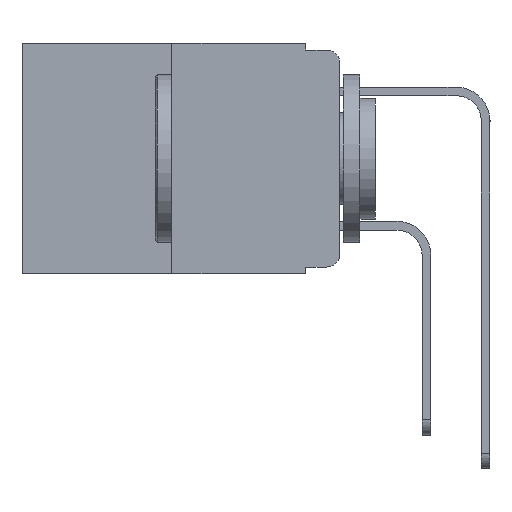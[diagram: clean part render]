
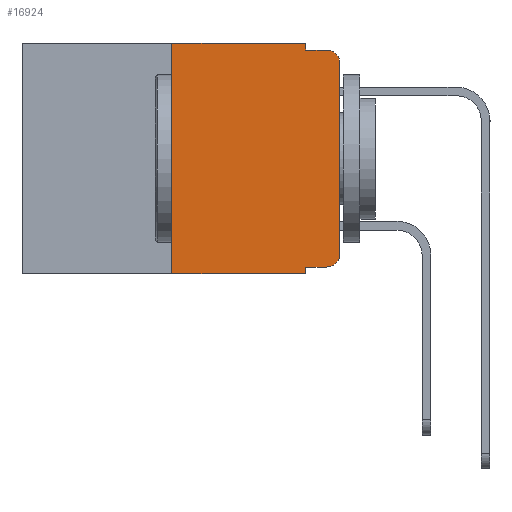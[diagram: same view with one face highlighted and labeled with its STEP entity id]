
A CAD part, left-side view. The second image highlights one B-rep face of the part: STEP entity #16924.
In plain terms, the highlighted planar face has unit normal (-1, 0, 0).
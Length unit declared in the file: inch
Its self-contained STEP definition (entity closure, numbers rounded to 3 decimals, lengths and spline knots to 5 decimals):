
#60 = CARTESIAN_POINT ( 'NONE',  ( 0., 0.473, -0.343 ) ) ;
#452 = EDGE_CURVE ( 'NONE', #21901, #7602, #10128, .T. ) ;
#1282 = CARTESIAN_POINT ( 'NONE',  ( 0., 0.02, -0.313 ) ) ;
#1431 = CARTESIAN_POINT ( 'NONE',  ( 0., 0.02, -0.333 ) ) ;
#1765 = VECTOR ( 'NONE', #3323, 39.37008 ) ;
#1836 = CIRCLE ( 'NONE', #17528, 0.02 ) ;
#1986 = VERTEX_POINT ( 'NONE', #4034 ) ;
#2095 = CARTESIAN_POINT ( 'NONE',  ( 0., 0.25, 0. ) ) ;
#2237 = CARTESIAN_POINT ( 'NONE',  ( 0., 0.051, 0. ) ) ;
#2702 = ORIENTED_EDGE ( 'NONE', *, *, #5115, .F. ) ;
#2786 = VERTEX_POINT ( 'NONE', #8108 ) ;
#3024 = DIRECTION ( 'NONE',  ( 0., 0., -1. ) ) ;
#3262 = ORIENTED_EDGE ( 'NONE', *, *, #18403, .F. ) ;
#3323 = DIRECTION ( 'NONE',  ( 0., 0., -1. ) ) ;
#3627 = DIRECTION ( 'NONE',  ( 0., -1., 0. ) ) ;
#3822 = ORIENTED_EDGE ( 'NONE', *, *, #14327, .T. ) ;
#4034 = CARTESIAN_POINT ( 'NONE',  ( 0., 0.051, -0.343 ) ) ;
#4294 = EDGE_LOOP ( 'NONE', ( #19673, #11456, #15890, #2702, #16402, #3262, #3822, #4385, #17907, #9569 ) ) ;
#4385 = ORIENTED_EDGE ( 'NONE', *, *, #4816, .F. ) ;
#4816 = EDGE_CURVE ( 'NONE', #20743, #1986, #19796, .T. ) ;
#4975 = EDGE_CURVE ( 'NONE', #8423, #2786, #12365, .T. ) ;
#5115 = EDGE_CURVE ( 'NONE', #7602, #19366, #5619, .T. ) ;
#5139 = VECTOR ( 'NONE', #12967, 39.37008 ) ;
#5244 = AXIS2_PLACEMENT_3D ( 'NONE', #14789, #18024, #7980 ) ;
#5619 = LINE ( 'NONE', #2237, #14201 ) ;
#5708 = LINE ( 'NONE', #17825, #5139 ) ;
#6162 = PLANE ( 'NONE',  #5244 ) ;
#7144 = CARTESIAN_POINT ( 'NONE',  ( 0., 0.051, -0.333 ) ) ;
#7170 = FACE_OUTER_BOUND ( 'NONE', #4294, .T. ) ;
#7383 = CARTESIAN_POINT ( 'NONE',  ( 0., 0.051, -0.01 ) ) ;
#7474 = LINE ( 'NONE', #7383, #20264 ) ;
#7602 = VERTEX_POINT ( 'NONE', #8428 ) ;
#7791 = VECTOR ( 'NONE', #14061, 39.37008 ) ;
#7980 = DIRECTION ( 'NONE',  ( 0., 0., -1. ) ) ;
#8108 = CARTESIAN_POINT ( 'NONE',  ( 0., 0., -0.03 ) ) ;
#8190 = EDGE_CURVE ( 'NONE', #2786, #15790, #10240, .T. ) ;
#8423 = VERTEX_POINT ( 'NONE', #20374 ) ;
#8428 = CARTESIAN_POINT ( 'NONE',  ( 0., 0.051, 0. ) ) ;
#8502 = VECTOR ( 'NONE', #12862, 39.37008 ) ;
#8559 = VECTOR ( 'NONE', #3627, 39.37008 ) ;
#9143 = DIRECTION ( 'NONE',  ( 0., -1., 0. ) ) ;
#9569 = ORIENTED_EDGE ( 'NONE', *, *, #13465, .T. ) ;
#9976 = CARTESIAN_POINT ( 'NONE',  ( 0., 0.02, -0.03 ) ) ;
#10128 = LINE ( 'NONE', #12828, #8502 ) ;
#10207 = AXIS2_PLACEMENT_3D ( 'NONE', #9976, #21497, #11715 ) ;
#10240 = CIRCLE ( 'NONE', #10207, 0.02 ) ;
#11456 = ORIENTED_EDGE ( 'NONE', *, *, #8190, .T. ) ;
#11715 = DIRECTION ( 'NONE',  ( 0., 0., -1. ) ) ;
#11986 = CARTESIAN_POINT ( 'NONE',  ( 0., 0.051, 0. ) ) ;
#12365 = LINE ( 'NONE', #20506, #7791 ) ;
#12828 = CARTESIAN_POINT ( 'NONE',  ( 0., 0.473, 0. ) ) ;
#12862 = DIRECTION ( 'NONE',  ( 0., -1., 0. ) ) ;
#12967 = DIRECTION ( 'NONE',  ( 0., 0., 1. ) ) ;
#13410 = DIRECTION ( 'NONE',  ( -1., 0., 0. ) ) ;
#13465 = EDGE_CURVE ( 'NONE', #15294, #8423, #1836, .T. ) ;
#13979 = DIRECTION ( 'NONE',  ( 0., -1., 0. ) ) ;
#14061 = DIRECTION ( 'NONE',  ( 0., 0., 1. ) ) ;
#14201 = VECTOR ( 'NONE', #14342, 39.37008 ) ;
#14327 = EDGE_CURVE ( 'NONE', #19578, #1986, #15531, .T. ) ;
#14342 = DIRECTION ( 'NONE',  ( 0., 0., -1. ) ) ;
#14486 = CARTESIAN_POINT ( 'NONE',  ( 0., 0.25, -0.343 ) ) ;
#14789 = CARTESIAN_POINT ( 'NONE',  ( 0., 0.473, 0. ) ) ;
#15025 = VECTOR ( 'NONE', #13979, 39.37008 ) ;
#15294 = VERTEX_POINT ( 'NONE', #1431 ) ;
#15531 = LINE ( 'NONE', #60, #15025 ) ;
#15790 = VERTEX_POINT ( 'NONE', #19841 ) ;
#15890 = ORIENTED_EDGE ( 'NONE', *, *, #21912, .F. ) ;
#16402 = ORIENTED_EDGE ( 'NONE', *, *, #452, .F. ) ;
#16651 = EDGE_CURVE ( 'NONE', #20743, #15294, #21754, .T. ) ;
#16924 = ADVANCED_FACE ( 'NONE', ( #7170 ), #6162, .F. ) ;
#17528 = AXIS2_PLACEMENT_3D ( 'NONE', #1282, #13410, #3024 ) ;
#17825 = CARTESIAN_POINT ( 'NONE',  ( 0., 0.25, 0. ) ) ;
#17907 = ORIENTED_EDGE ( 'NONE', *, *, #16651, .T. ) ;
#18024 = DIRECTION ( 'NONE',  ( 1., 0., 0. ) ) ;
#18403 = EDGE_CURVE ( 'NONE', #19578, #21901, #5708, .T. ) ;
#18827 = CARTESIAN_POINT ( 'NONE',  ( 0., 0.051, -0.01 ) ) ;
#19366 = VERTEX_POINT ( 'NONE', #18827 ) ;
#19578 = VERTEX_POINT ( 'NONE', #14486 ) ;
#19673 = ORIENTED_EDGE ( 'NONE', *, *, #4975, .T. ) ;
#19796 = LINE ( 'NONE', #11986, #1765 ) ;
#19841 = CARTESIAN_POINT ( 'NONE',  ( 0., 0.02, -0.01 ) ) ;
#20264 = VECTOR ( 'NONE', #9143, 39.37008 ) ;
#20374 = CARTESIAN_POINT ( 'NONE',  ( 0., 0., -0.313 ) ) ;
#20506 = CARTESIAN_POINT ( 'NONE',  ( 0., 0., 0. ) ) ;
#20743 = VERTEX_POINT ( 'NONE', #21661 ) ;
#21497 = DIRECTION ( 'NONE',  ( -1., 0., 0. ) ) ;
#21661 = CARTESIAN_POINT ( 'NONE',  ( 0., 0.051, -0.333 ) ) ;
#21754 = LINE ( 'NONE', #7144, #8559 ) ;
#21901 = VERTEX_POINT ( 'NONE', #2095 ) ;
#21912 = EDGE_CURVE ( 'NONE', #19366, #15790, #7474, .T. ) ;
